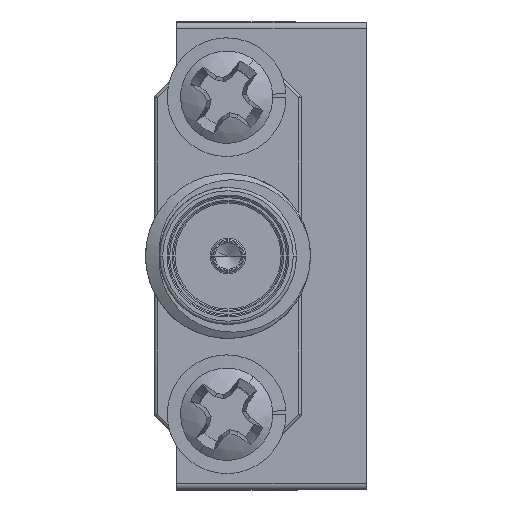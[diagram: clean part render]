
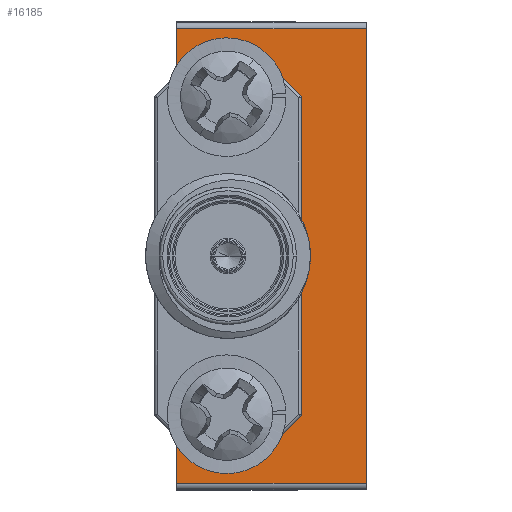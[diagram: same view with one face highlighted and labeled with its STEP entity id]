
A CAD part, left-side view. The second image highlights one B-rep face of the part: STEP entity #16185.
In plain terms, the highlighted planar face has unit normal (-1, 0, 0).
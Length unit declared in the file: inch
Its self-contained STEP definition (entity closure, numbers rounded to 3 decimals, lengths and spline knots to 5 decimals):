
#2 = LINE ( 'NONE', #9797, #6352 ) ;
#29 = ORIENTED_EDGE ( 'NONE', *, *, #528, .F. ) ;
#122 = ORIENTED_EDGE ( 'NONE', *, *, #7473, .T. ) ;
#167 = LINE ( 'NONE', #2566, #9473 ) ;
#304 = AXIS2_PLACEMENT_3D ( 'NONE', #9295, #9346, #1757 ) ;
#527 = LINE ( 'NONE', #712, #6092 ) ;
#528 = EDGE_CURVE ( 'NONE', #11433, #6290, #4755, .T. ) ;
#712 = CARTESIAN_POINT ( 'NONE',  ( -0.54, 0.288, 0.345 ) ) ;
#837 = EDGE_CURVE ( 'NONE', #6290, #11433, #8722, .T. ) ;
#1160 = ORIENTED_EDGE ( 'NONE', *, *, #2764, .F. ) ;
#1163 = DIRECTION ( 'NONE',  ( 0., 0., 1. ) ) ;
#1420 = ORIENTED_EDGE ( 'NONE', *, *, #15500, .T. ) ;
#1454 = ORIENTED_EDGE ( 'NONE', *, *, #2380, .F. ) ;
#1463 = VERTEX_POINT ( 'NONE', #6133 ) ;
#1468 = AXIS2_PLACEMENT_3D ( 'NONE', #12290, #4704, #13536 ) ;
#1484 = VERTEX_POINT ( 'NONE', #8675 ) ;
#1733 = EDGE_CURVE ( 'NONE', #7636, #2784, #3522, .T. ) ;
#1757 = DIRECTION ( 'NONE',  ( 0., 0., -1. ) ) ;
#1799 = FACE_BOUND ( 'NONE', #4926, .T. ) ;
#1827 = EDGE_CURVE ( 'NONE', #9065, #2784, #167, .T. ) ;
#1880 = CARTESIAN_POINT ( 'NONE',  ( -0.54, 0.212, 0.1885 ) ) ;
#2079 = LINE ( 'NONE', #12340, #6998 ) ;
#2231 = DIRECTION ( 'NONE',  ( 0., 1., 0. ) ) ;
#2380 = EDGE_CURVE ( 'NONE', #5639, #7227, #16170, .T. ) ;
#2566 = CARTESIAN_POINT ( 'NONE',  ( -0.54, 0.14, -0.182 ) ) ;
#2764 = EDGE_CURVE ( 'NONE', #9065, #3432, #13976, .T. ) ;
#2767 = CARTESIAN_POINT ( 'NONE',  ( -0.54, 0.212, 0.241 ) ) ;
#2784 = VERTEX_POINT ( 'NONE', #5808 ) ;
#2984 = LINE ( 'NONE', #15830, #9352 ) ;
#3318 = ORIENTED_EDGE ( 'NONE', *, *, #837, .F. ) ;
#3432 = VERTEX_POINT ( 'NONE', #15551 ) ;
#3466 = DIRECTION ( 'NONE',  ( 0., 0., 1. ) ) ;
#3522 = LINE ( 'NONE', #15027, #13608 ) ;
#3560 = CARTESIAN_POINT ( 'NONE',  ( -0.54, 0., 0.345 ) ) ;
#3714 = EDGE_CURVE ( 'NONE', #3432, #1484, #2, .T. ) ;
#3808 = CARTESIAN_POINT ( 'NONE',  ( -0.54, 0.288, -0.355 ) ) ;
#4055 = DIRECTION ( 'NONE',  ( 0., 0., 1. ) ) ;
#4233 = VERTEX_POINT ( 'NONE', #4591 ) ;
#4275 = CARTESIAN_POINT ( 'NONE',  ( -0.54, 0.14, -0.182 ) ) ;
#4549 = DIRECTION ( 'NONE',  ( 0., 1., 0. ) ) ;
#4591 = CARTESIAN_POINT ( 'NONE',  ( -0.54, 0., -0.345 ) ) ;
#4704 = DIRECTION ( 'NONE',  ( -1., 0., 0. ) ) ;
#4755 = CIRCLE ( 'NONE', #10571, 0.0525 ) ;
#4926 = EDGE_LOOP ( 'NONE', ( #6600, #1454 ) ) ;
#5057 = EDGE_CURVE ( 'NONE', #7227, #5639, #14386, .T. ) ;
#5292 = CARTESIAN_POINT ( 'NONE',  ( -0.54, 0.212, 0.2935 ) ) ;
#5581 = FACE_OUTER_BOUND ( 'NONE', #14006, .T. ) ;
#5613 = EDGE_CURVE ( 'NONE', #1484, #1463, #11822, .T. ) ;
#5639 = VERTEX_POINT ( 'NONE', #13862 ) ;
#5792 = DIRECTION ( 'NONE',  ( 0., -1., 0. ) ) ;
#5808 = CARTESIAN_POINT ( 'NONE',  ( -0.54, 0.288, -0.182 ) ) ;
#6092 = VECTOR ( 'NONE', #4549, 39.37008 ) ;
#6133 = CARTESIAN_POINT ( 'NONE',  ( -0.54, 0.288, 0.345 ) ) ;
#6290 = VERTEX_POINT ( 'NONE', #5292 ) ;
#6352 = VECTOR ( 'NONE', #2231, 39.37008 ) ;
#6551 = EDGE_CURVE ( 'NONE', #8199, #1463, #527, .T. ) ;
#6600 = ORIENTED_EDGE ( 'NONE', *, *, #5057, .F. ) ;
#6998 = VECTOR ( 'NONE', #3466, 39.37008 ) ;
#7005 = CARTESIAN_POINT ( 'NONE',  ( -0.54, 0.14, 0.182 ) ) ;
#7227 = VERTEX_POINT ( 'NONE', #12304 ) ;
#7254 = VECTOR ( 'NONE', #8207, 39.37008 ) ;
#7363 = DIRECTION ( 'NONE',  ( -1., 0., 0. ) ) ;
#7420 = ORIENTED_EDGE ( 'NONE', *, *, #6551, .T. ) ;
#7473 = EDGE_CURVE ( 'NONE', #4233, #8199, #2079, .T. ) ;
#7491 = AXIS2_PLACEMENT_3D ( 'NONE', #14908, #7363, #16207 ) ;
#7636 = VERTEX_POINT ( 'NONE', #13966 ) ;
#8199 = VERTEX_POINT ( 'NONE', #3560 ) ;
#8207 = DIRECTION ( 'NONE',  ( 0., 0., 1. ) ) ;
#8476 = ORIENTED_EDGE ( 'NONE', *, *, #1733, .F. ) ;
#8675 = CARTESIAN_POINT ( 'NONE',  ( -0.54, 0.288, 0.182 ) ) ;
#8722 = CIRCLE ( 'NONE', #1468, 0.0525 ) ;
#8760 = DIRECTION ( 'NONE',  ( -1., 0., 0. ) ) ;
#8781 = DIRECTION ( 'NONE',  ( 0., 0., 1. ) ) ;
#8886 = DIRECTION ( 'NONE',  ( 0., 1., 0. ) ) ;
#9065 = VERTEX_POINT ( 'NONE', #4275 ) ;
#9295 = CARTESIAN_POINT ( 'NONE',  ( -0.54, 0.288, -0.355 ) ) ;
#9346 = DIRECTION ( 'NONE',  ( 1., 0., 0. ) ) ;
#9352 = VECTOR ( 'NONE', #5792, 39.37008 ) ;
#9473 = VECTOR ( 'NONE', #8886, 39.37008 ) ;
#9797 = CARTESIAN_POINT ( 'NONE',  ( -0.54, 0.14, 0.182 ) ) ;
#10571 = AXIS2_PLACEMENT_3D ( 'NONE', #2767, #11627, #4055 ) ;
#11433 = VERTEX_POINT ( 'NONE', #1880 ) ;
#11627 = DIRECTION ( 'NONE',  ( -1., 0., 0. ) ) ;
#11796 = ORIENTED_EDGE ( 'NONE', *, *, #1827, .T. ) ;
#11822 = LINE ( 'NONE', #3808, #14760 ) ;
#12290 = CARTESIAN_POINT ( 'NONE',  ( -0.54, 0.212, 0.241 ) ) ;
#12304 = CARTESIAN_POINT ( 'NONE',  ( -0.54, 0.212, -0.1875 ) ) ;
#12340 = CARTESIAN_POINT ( 'NONE',  ( -0.54, 0., -0.355 ) ) ;
#12512 = EDGE_LOOP ( 'NONE', ( #3318, #29 ) ) ;
#13536 = DIRECTION ( 'NONE',  ( 0., 0., 1. ) ) ;
#13608 = VECTOR ( 'NONE', #8781, 39.37008 ) ;
#13862 = CARTESIAN_POINT ( 'NONE',  ( -0.54, 0.212, -0.2925 ) ) ;
#13966 = CARTESIAN_POINT ( 'NONE',  ( -0.54, 0.288, -0.345 ) ) ;
#13976 = LINE ( 'NONE', #7005, #7254 ) ;
#14006 = EDGE_LOOP ( 'NONE', ( #122, #7420, #16319, #14941, #1160, #11796, #8476, #1420 ) ) ;
#14339 = AXIS2_PLACEMENT_3D ( 'NONE', #16313, #8760, #1163 ) ;
#14340 = PLANE ( 'NONE',  #304 ) ;
#14386 = CIRCLE ( 'NONE', #7491, 0.0525 ) ;
#14760 = VECTOR ( 'NONE', #15055, 39.37008 ) ;
#14908 = CARTESIAN_POINT ( 'NONE',  ( -0.54, 0.212, -0.24 ) ) ;
#14941 = ORIENTED_EDGE ( 'NONE', *, *, #3714, .F. ) ;
#15027 = CARTESIAN_POINT ( 'NONE',  ( -0.54, 0.288, -0.355 ) ) ;
#15055 = DIRECTION ( 'NONE',  ( 0., 0., 1. ) ) ;
#15234 = FACE_BOUND ( 'NONE', #12512, .T. ) ;
#15500 = EDGE_CURVE ( 'NONE', #7636, #4233, #2984, .T. ) ;
#15551 = CARTESIAN_POINT ( 'NONE',  ( -0.54, 0.14, 0.182 ) ) ;
#15830 = CARTESIAN_POINT ( 'NONE',  ( -0.54, 0.288, -0.345 ) ) ;
#16170 = CIRCLE ( 'NONE', #14339, 0.0525 ) ;
#16185 = ADVANCED_FACE ( 'NONE', ( #1799, #5581, #15234 ), #14340, .F. ) ;
#16207 = DIRECTION ( 'NONE',  ( 0., 0., 1. ) ) ;
#16313 = CARTESIAN_POINT ( 'NONE',  ( -0.54, 0.212, -0.24 ) ) ;
#16319 = ORIENTED_EDGE ( 'NONE', *, *, #5613, .F. ) ;
